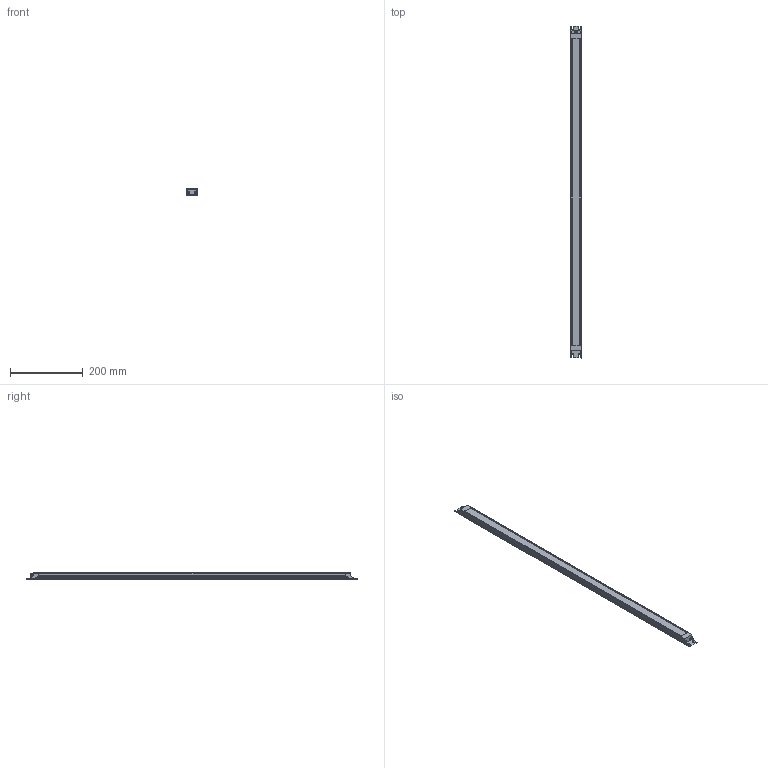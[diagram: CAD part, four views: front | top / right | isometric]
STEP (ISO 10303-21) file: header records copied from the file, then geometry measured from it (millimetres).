
FILE_DESCRIPTION(('CATIA V5 STEP Exchange','CAx-IF Rec.Pracs.--- Model Styling and Organization---1.4--- 2014-01-23'),'2;1');
FILE_NAME ('1483069-1_0', '2022-11-09T06:25:03+00:00', ('none'), ('Weidmueller'), 'CATIA Version 5-6 Release 2016 SP3 HF44', 'CATIA V5 STEP AP214', 'none');
FILE_SCHEMA(('AUTOMOTIVE_DESIGN { 1 0 10303 214 1 1 1 1 }'));
Length unit declared in the file: millimetre
Products named in the file (1): 2899920000
Bounding box: 30 x 915 x 17.5 mm (x, y, z)
Volume: 377013.4 mm3; surface area: 121126.9 mm2
Topology: 4 solids, 4 shells, 565 faces, 1517 edges, 935 vertices
Faces by surface type: cylinder 266, plane 159, cone 60, sphere 40, bspline 28, torus 12
Entity records: 19140 total; most frequent: CARTESIAN_POINT 6461, ORIENTED_EDGE 2954, DIRECTION 2053, EDGE_CURVE 1477, VERTEX_POINT 935, AXIS2_PLACEMENT_3D 878, VECTOR 641, LINE 641
